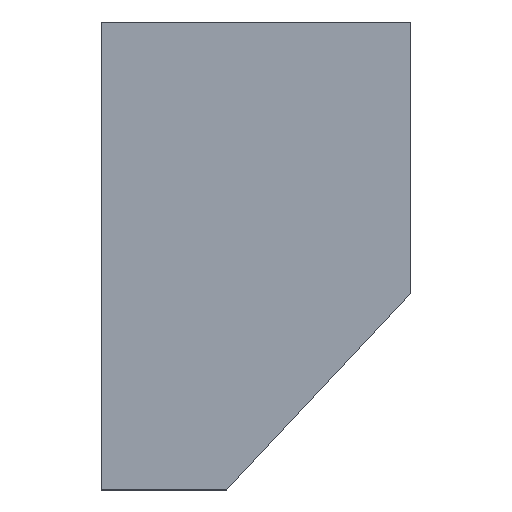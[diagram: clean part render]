
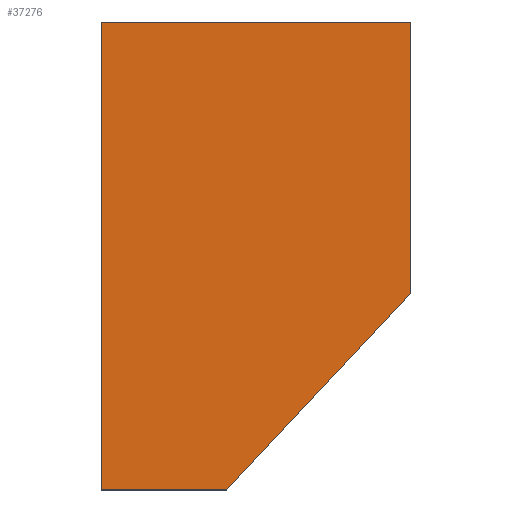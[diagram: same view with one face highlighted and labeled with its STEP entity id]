
A CAD part, top view. The second image highlights one B-rep face of the part: STEP entity #37276.
In plain terms, the highlighted planar face has unit normal (0, 0, 1).
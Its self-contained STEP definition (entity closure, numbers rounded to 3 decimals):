
#36885 = VERTEX_POINT('',#36886);
#36886 = CARTESIAN_POINT('',(101.,-81.25,0.78));
#36893 = PLANE('',#36894);
#36894 = AXIS2_PLACEMENT_3D('',#36895,#36896,#36897);
#36895 = CARTESIAN_POINT('',(101.,-81.25,0.));
#36896 = DIRECTION('',(0.73,-0.683,0.));
#36897 = DIRECTION('',(-0.683,-0.73,0.));
#36905 = PLANE('',#36906);
#36906 = AXIS2_PLACEMENT_3D('',#36907,#36908,#36909);
#36907 = CARTESIAN_POINT('',(101.,-65.,0.));
#36908 = DIRECTION('',(1.,0.,-0.));
#36909 = DIRECTION('',(0.,-1.,0.));
#36917 = EDGE_CURVE('',#36885,#36918,#36920,.T.);
#36918 = VERTEX_POINT('',#36919);
#36919 = CARTESIAN_POINT('',(90.,-93.,0.78));
#36920 = SURFACE_CURVE('',#36921,(#36925,#36932),.PCURVE_S1.);
#36921 = LINE('',#36922,#36923);
#36922 = CARTESIAN_POINT('',(101.,-81.25,0.78));
#36923 = VECTOR('',#36924,1.);
#36924 = DIRECTION('',(-0.683,-0.73,0.));
#36925 = PCURVE('',#36893,#36926);
#36926 = DEFINITIONAL_REPRESENTATION('',(#36927),#36931);
#36927 = LINE('',#36928,#36929);
#36928 = CARTESIAN_POINT('',(0.,-0.78));
#36929 = VECTOR('',#36930,1.);
#36930 = DIRECTION('',(1.,0.));
#36931 = ( GEOMETRIC_REPRESENTATION_CONTEXT(2) 
PARAMETRIC_REPRESENTATION_CONTEXT() REPRESENTATION_CONTEXT('2D SPACE',''
  ) );
#36932 = PCURVE('',#36933,#36938);
#36933 = PLANE('',#36934);
#36934 = AXIS2_PLACEMENT_3D('',#36935,#36936,#36937);
#36935 = CARTESIAN_POINT('',(90.713,-77.625,0.78));
#36936 = DIRECTION('',(-0.,-0.,-1.));
#36937 = DIRECTION('',(-1.,0.,0.));
#36938 = DEFINITIONAL_REPRESENTATION('',(#36939),#36943);
#36939 = LINE('',#36940,#36941);
#36940 = CARTESIAN_POINT('',(-10.287,-3.625));
#36941 = VECTOR('',#36942,1.);
#36942 = DIRECTION('',(0.683,-0.73));
#36943 = ( GEOMETRIC_REPRESENTATION_CONTEXT(2) 
PARAMETRIC_REPRESENTATION_CONTEXT() REPRESENTATION_CONTEXT('2D SPACE',''
  ) );
#36961 = PLANE('',#36962);
#36962 = AXIS2_PLACEMENT_3D('',#36963,#36964,#36965);
#36963 = CARTESIAN_POINT('',(90.,-93.,0.));
#36964 = DIRECTION('',(0.,-1.,0.));
#36965 = DIRECTION('',(-1.,0.,0.));
#37003 = EDGE_CURVE('',#36918,#37004,#37006,.T.);
#37004 = VERTEX_POINT('',#37005);
#37005 = CARTESIAN_POINT('',(82.5,-93.,0.78));
#37006 = SURFACE_CURVE('',#37007,(#37011,#37018),.PCURVE_S1.);
#37007 = LINE('',#37008,#37009);
#37008 = CARTESIAN_POINT('',(90.,-93.,0.78));
#37009 = VECTOR('',#37010,1.);
#37010 = DIRECTION('',(-1.,0.,0.));
#37011 = PCURVE('',#36961,#37012);
#37012 = DEFINITIONAL_REPRESENTATION('',(#37013),#37017);
#37013 = LINE('',#37014,#37015);
#37014 = CARTESIAN_POINT('',(0.,-0.78));
#37015 = VECTOR('',#37016,1.);
#37016 = DIRECTION('',(1.,0.));
#37017 = ( GEOMETRIC_REPRESENTATION_CONTEXT(2) 
PARAMETRIC_REPRESENTATION_CONTEXT() REPRESENTATION_CONTEXT('2D SPACE',''
  ) );
#37018 = PCURVE('',#36933,#37019);
#37019 = DEFINITIONAL_REPRESENTATION('',(#37020),#37024);
#37020 = LINE('',#37021,#37022);
#37021 = CARTESIAN_POINT('',(0.713,-15.375));
#37022 = VECTOR('',#37023,1.);
#37023 = DIRECTION('',(1.,0.));
#37024 = ( GEOMETRIC_REPRESENTATION_CONTEXT(2) 
PARAMETRIC_REPRESENTATION_CONTEXT() REPRESENTATION_CONTEXT('2D SPACE',''
  ) );
#37042 = PLANE('',#37043);
#37043 = AXIS2_PLACEMENT_3D('',#37044,#37045,#37046);
#37044 = CARTESIAN_POINT('',(82.5,-93.,0.));
#37045 = DIRECTION('',(-1.,0.,0.));
#37046 = DIRECTION('',(0.,1.,0.));
#37079 = EDGE_CURVE('',#37004,#37080,#37082,.T.);
#37080 = VERTEX_POINT('',#37081);
#37081 = CARTESIAN_POINT('',(82.5,-65.,0.78));
#37082 = SURFACE_CURVE('',#37083,(#37087,#37094),.PCURVE_S1.);
#37083 = LINE('',#37084,#37085);
#37084 = CARTESIAN_POINT('',(82.5,-93.,0.78));
#37085 = VECTOR('',#37086,1.);
#37086 = DIRECTION('',(0.,1.,0.));
#37087 = PCURVE('',#37042,#37088);
#37088 = DEFINITIONAL_REPRESENTATION('',(#37089),#37093);
#37089 = LINE('',#37090,#37091);
#37090 = CARTESIAN_POINT('',(0.,-0.78));
#37091 = VECTOR('',#37092,1.);
#37092 = DIRECTION('',(1.,0.));
#37093 = ( GEOMETRIC_REPRESENTATION_CONTEXT(2) 
PARAMETRIC_REPRESENTATION_CONTEXT() REPRESENTATION_CONTEXT('2D SPACE',''
  ) );
#37094 = PCURVE('',#36933,#37095);
#37095 = DEFINITIONAL_REPRESENTATION('',(#37096),#37100);
#37096 = LINE('',#37097,#37098);
#37097 = CARTESIAN_POINT('',(8.213,-15.375));
#37098 = VECTOR('',#37099,1.);
#37099 = DIRECTION('',(0.,1.));
#37100 = ( GEOMETRIC_REPRESENTATION_CONTEXT(2) 
PARAMETRIC_REPRESENTATION_CONTEXT() REPRESENTATION_CONTEXT('2D SPACE',''
  ) );
#37118 = PLANE('',#37119);
#37119 = AXIS2_PLACEMENT_3D('',#37120,#37121,#37122);
#37120 = CARTESIAN_POINT('',(82.5,-65.,0.));
#37121 = DIRECTION('',(0.,1.,0.));
#37122 = DIRECTION('',(1.,0.,0.));
#37155 = EDGE_CURVE('',#37080,#37156,#37158,.T.);
#37156 = VERTEX_POINT('',#37157);
#37157 = CARTESIAN_POINT('',(101.,-65.,0.78));
#37158 = SURFACE_CURVE('',#37159,(#37163,#37170),.PCURVE_S1.);
#37159 = LINE('',#37160,#37161);
#37160 = CARTESIAN_POINT('',(82.5,-65.,0.78));
#37161 = VECTOR('',#37162,1.);
#37162 = DIRECTION('',(1.,0.,0.));
#37163 = PCURVE('',#37118,#37164);
#37164 = DEFINITIONAL_REPRESENTATION('',(#37165),#37169);
#37165 = LINE('',#37166,#37167);
#37166 = CARTESIAN_POINT('',(0.,-0.78));
#37167 = VECTOR('',#37168,1.);
#37168 = DIRECTION('',(1.,0.));
#37169 = ( GEOMETRIC_REPRESENTATION_CONTEXT(2) 
PARAMETRIC_REPRESENTATION_CONTEXT() REPRESENTATION_CONTEXT('2D SPACE',''
  ) );
#37170 = PCURVE('',#36933,#37171);
#37171 = DEFINITIONAL_REPRESENTATION('',(#37172),#37176);
#37172 = LINE('',#37173,#37174);
#37173 = CARTESIAN_POINT('',(8.213,12.625));
#37174 = VECTOR('',#37175,1.);
#37175 = DIRECTION('',(-1.,0.));
#37176 = ( GEOMETRIC_REPRESENTATION_CONTEXT(2) 
PARAMETRIC_REPRESENTATION_CONTEXT() REPRESENTATION_CONTEXT('2D SPACE',''
  ) );
#37226 = EDGE_CURVE('',#37156,#36885,#37227,.T.);
#37227 = SURFACE_CURVE('',#37228,(#37232,#37239),.PCURVE_S1.);
#37228 = LINE('',#37229,#37230);
#37229 = CARTESIAN_POINT('',(101.,-65.,0.78));
#37230 = VECTOR('',#37231,1.);
#37231 = DIRECTION('',(0.,-1.,0.));
#37232 = PCURVE('',#36905,#37233);
#37233 = DEFINITIONAL_REPRESENTATION('',(#37234),#37238);
#37234 = LINE('',#37235,#37236);
#37235 = CARTESIAN_POINT('',(0.,-0.78));
#37236 = VECTOR('',#37237,1.);
#37237 = DIRECTION('',(1.,0.));
#37238 = ( GEOMETRIC_REPRESENTATION_CONTEXT(2) 
PARAMETRIC_REPRESENTATION_CONTEXT() REPRESENTATION_CONTEXT('2D SPACE',''
  ) );
#37239 = PCURVE('',#36933,#37240);
#37240 = DEFINITIONAL_REPRESENTATION('',(#37241),#37245);
#37241 = LINE('',#37242,#37243);
#37242 = CARTESIAN_POINT('',(-10.287,12.625));
#37243 = VECTOR('',#37244,1.);
#37244 = DIRECTION('',(0.,-1.));
#37245 = ( GEOMETRIC_REPRESENTATION_CONTEXT(2) 
PARAMETRIC_REPRESENTATION_CONTEXT() REPRESENTATION_CONTEXT('2D SPACE',''
  ) );
#37276 = ADVANCED_FACE('',(#37277),#36933,.F.);
#37277 = FACE_BOUND('',#37278,.F.);
#37278 = EDGE_LOOP('',(#37279,#37280,#37281,#37282,#37283));
#37279 = ORIENTED_EDGE('',*,*,#36917,.T.);
#37280 = ORIENTED_EDGE('',*,*,#37003,.T.);
#37281 = ORIENTED_EDGE('',*,*,#37079,.T.);
#37282 = ORIENTED_EDGE('',*,*,#37155,.T.);
#37283 = ORIENTED_EDGE('',*,*,#37226,.T.);
